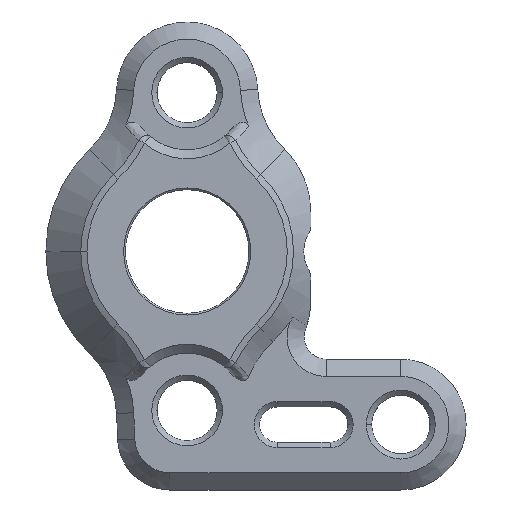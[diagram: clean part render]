
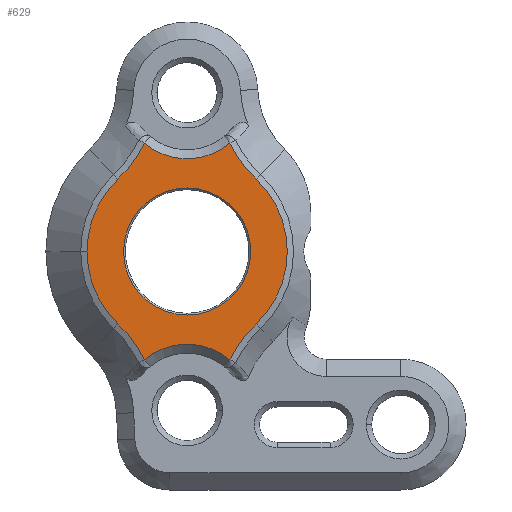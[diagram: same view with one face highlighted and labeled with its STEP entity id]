
A CAD part, top view. The second image highlights one B-rep face of the part: STEP entity #629.
In plain terms, the highlighted planar face has unit normal (0, 0, 1).
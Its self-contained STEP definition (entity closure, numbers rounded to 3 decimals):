
#49 = CARTESIAN_POINT ( 'NONE',  ( 0., -9., 3.9 ) ) ;
#58 = EDGE_CURVE ( 'NONE', #292, #2207, #1995, .T. ) ;
#61 = ORIENTED_EDGE ( 'NONE', *, *, #688, .T. ) ;
#103 = DIRECTION ( 'NONE',  ( 1., 0., 0. ) ) ;
#124 = DIRECTION ( 'NONE',  ( 1., 0., 0. ) ) ;
#130 = ORIENTED_EDGE ( 'NONE', *, *, #2824, .T. ) ;
#139 = DIRECTION ( 'NONE',  ( 0., 0., -1. ) ) ;
#177 = ORIENTED_EDGE ( 'NONE', *, *, #670, .T. ) ;
#179 = CIRCLE ( 'NONE', #3122, 3.75 ) ;
#252 = DIRECTION ( 'NONE',  ( 0., 0., -1. ) ) ;
#254 = CIRCLE ( 'NONE', #649, 3.6 ) ;
#292 = VERTEX_POINT ( 'NONE', #1189 ) ;
#297 = ORIENTED_EDGE ( 'NONE', *, *, #2540, .T. ) ;
#310 = ORIENTED_EDGE ( 'NONE', *, *, #2297, .T. ) ;
#351 = CIRCLE ( 'NONE', #1256, 5.672 ) ;
#393 = DIRECTION ( 'NONE',  ( 1., 0., 0. ) ) ;
#410 = CARTESIAN_POINT ( 'NONE',  ( 0., 0., 3.9 ) ) ;
#483 = CARTESIAN_POINT ( 'NONE',  ( -3.923, 4.096, 3.9 ) ) ;
#509 = CIRCLE ( 'NONE', #1521, 5.672 ) ;
#543 = EDGE_CURVE ( 'NONE', #2513, #1151, #351, .T. ) ;
#549 = CARTESIAN_POINT ( 'NONE',  ( 2.424, -6.138, 3.9 ) ) ;
#555 = AXIS2_PLACEMENT_3D ( 'NONE', #2287, #1280, #1563 ) ;
#576 = CARTESIAN_POINT ( 'NONE',  ( 0., 0., 3.9 ) ) ;
#601 = CIRCLE ( 'NONE', #555, 7.328 ) ;
#615 = CARTESIAN_POINT ( 'NONE',  ( 2.424, 6.138, 3.9 ) ) ;
#629 = ADVANCED_FACE ( 'NONE', ( #2898, #1817 ), #1562, .T. ) ;
#649 = AXIS2_PLACEMENT_3D ( 'NONE', #1037, #2761, #103 ) ;
#656 = CARTESIAN_POINT ( 'NONE',  ( 3.923, -4.096, 3.9 ) ) ;
#670 = EDGE_CURVE ( 'NONE', #2521, #675, #179, .T. ) ;
#675 = VERTEX_POINT ( 'NONE', #2788 ) ;
#688 = EDGE_CURVE ( 'NONE', #1151, #1998, #887, .T. ) ;
#824 = EDGE_LOOP ( 'NONE', ( #1942, #2248 ) ) ;
#843 = DIRECTION ( 'NONE',  ( 0., 0., 1. ) ) ;
#851 = DIRECTION ( 'NONE',  ( 1., 0., 0. ) ) ;
#869 = DIRECTION ( 'NONE',  ( 1., 0., 0. ) ) ;
#887 = CIRCLE ( 'NONE', #943, 7.328 ) ;
#943 = AXIS2_PLACEMENT_3D ( 'NONE', #1108, #2079, #124 ) ;
#1003 = AXIS2_PLACEMENT_3D ( 'NONE', #2437, #252, #1682 ) ;
#1037 = CARTESIAN_POINT ( 'NONE',  ( 0., 0., 3.9 ) ) ;
#1082 = DIRECTION ( 'NONE',  ( 0., 0., 1. ) ) ;
#1108 = CARTESIAN_POINT ( 'NONE',  ( -8.992, -9.389, 3.9 ) ) ;
#1151 = VERTEX_POINT ( 'NONE', #2966 ) ;
#1189 = CARTESIAN_POINT ( 'NONE',  ( 3.6, 0., 3.9 ) ) ;
#1256 = AXIS2_PLACEMENT_3D ( 'NONE', #2301, #1082, #393 ) ;
#1280 = DIRECTION ( 'NONE',  ( 0., 0., -1. ) ) ;
#1293 = EDGE_CURVE ( 'NONE', #675, #2641, #2984, .T. ) ;
#1346 = DIRECTION ( 'NONE',  ( 0., 0., 1. ) ) ;
#1359 = CIRCLE ( 'NONE', #2832, 3.75 ) ;
#1389 = EDGE_CURVE ( 'NONE', #2641, #2513, #2989, .T. ) ;
#1464 = VERTEX_POINT ( 'NONE', #656 ) ;
#1481 = DIRECTION ( 'NONE',  ( 0., 0., -1. ) ) ;
#1498 = EDGE_CURVE ( 'NONE', #2674, #2521, #1725, .T. ) ;
#1508 = ORIENTED_EDGE ( 'NONE', *, *, #1389, .T. ) ;
#1512 = AXIS2_PLACEMENT_3D ( 'NONE', #2043, #2779, #851 ) ;
#1521 = AXIS2_PLACEMENT_3D ( 'NONE', #3068, #1346, #869 ) ;
#1562 = PLANE ( 'NONE',  #2263 ) ;
#1563 = DIRECTION ( 'NONE',  ( 1., 0., 0. ) ) ;
#1682 = DIRECTION ( 'NONE',  ( 1., 0., 0. ) ) ;
#1725 = CIRCLE ( 'NONE', #1003, 7.328 ) ;
#1748 = AXIS2_PLACEMENT_3D ( 'NONE', #2732, #2495, #2749 ) ;
#1817 = FACE_OUTER_BOUND ( 'NONE', #2599, .T. ) ;
#1861 = AXIS2_PLACEMENT_3D ( 'NONE', #410, #3070, #2601 ) ;
#1894 = ORIENTED_EDGE ( 'NONE', *, *, #543, .T. ) ;
#1942 = ORIENTED_EDGE ( 'NONE', *, *, #58, .T. ) ;
#1995 = CIRCLE ( 'NONE', #1748, 3.6 ) ;
#1998 = VERTEX_POINT ( 'NONE', #2100 ) ;
#2030 = ORIENTED_EDGE ( 'NONE', *, *, #1498, .T. ) ;
#2038 = DIRECTION ( 'NONE',  ( 1., 0., 0. ) ) ;
#2043 = CARTESIAN_POINT ( 'NONE',  ( -8.992, 9.389, 3.9 ) ) ;
#2065 = CARTESIAN_POINT ( 'NONE',  ( -5.672, 0., 3.9 ) ) ;
#2075 = CARTESIAN_POINT ( 'NONE',  ( 3.923, 4.096, 3.9 ) ) ;
#2079 = DIRECTION ( 'NONE',  ( 0., 0., -1. ) ) ;
#2100 = CARTESIAN_POINT ( 'NONE',  ( -2.424, -6.138, 3.9 ) ) ;
#2207 = VERTEX_POINT ( 'NONE', #2420 ) ;
#2217 = ORIENTED_EDGE ( 'NONE', *, *, #1293, .T. ) ;
#2248 = ORIENTED_EDGE ( 'NONE', *, *, #2368, .T. ) ;
#2263 = AXIS2_PLACEMENT_3D ( 'NONE', #576, #843, #2038 ) ;
#2287 = CARTESIAN_POINT ( 'NONE',  ( 8.992, -9.389, 3.9 ) ) ;
#2297 = EDGE_CURVE ( 'NONE', #2323, #1464, #601, .T. ) ;
#2301 = CARTESIAN_POINT ( 'NONE',  ( 0., 0., 3.9 ) ) ;
#2323 = VERTEX_POINT ( 'NONE', #549 ) ;
#2368 = EDGE_CURVE ( 'NONE', #2207, #292, #254, .T. ) ;
#2420 = CARTESIAN_POINT ( 'NONE',  ( -3.6, 0., 3.9 ) ) ;
#2437 = CARTESIAN_POINT ( 'NONE',  ( 8.992, 9.389, 3.9 ) ) ;
#2445 = DIRECTION ( 'NONE',  ( 1., 0., 0. ) ) ;
#2495 = DIRECTION ( 'NONE',  ( 0., 0., -1. ) ) ;
#2513 = VERTEX_POINT ( 'NONE', #2065 ) ;
#2521 = VERTEX_POINT ( 'NONE', #615 ) ;
#2540 = EDGE_CURVE ( 'NONE', #1464, #2674, #509, .T. ) ;
#2599 = EDGE_LOOP ( 'NONE', ( #61, #130, #310, #297, #2030, #177, #2217, #1508, #1894 ) ) ;
#2601 = DIRECTION ( 'NONE',  ( 1., 0., 0. ) ) ;
#2641 = VERTEX_POINT ( 'NONE', #483 ) ;
#2674 = VERTEX_POINT ( 'NONE', #2075 ) ;
#2732 = CARTESIAN_POINT ( 'NONE',  ( 0., 0., 3.9 ) ) ;
#2749 = DIRECTION ( 'NONE',  ( 1., 0., 0. ) ) ;
#2761 = DIRECTION ( 'NONE',  ( 0., 0., -1. ) ) ;
#2770 = DIRECTION ( 'NONE',  ( 1., 0., 0. ) ) ;
#2779 = DIRECTION ( 'NONE',  ( 0., 0., -1. ) ) ;
#2788 = CARTESIAN_POINT ( 'NONE',  ( -2.424, 6.138, 3.9 ) ) ;
#2824 = EDGE_CURVE ( 'NONE', #1998, #2323, #1359, .T. ) ;
#2832 = AXIS2_PLACEMENT_3D ( 'NONE', #49, #1481, #2445 ) ;
#2898 = FACE_BOUND ( 'NONE', #824, .T. ) ;
#2966 = CARTESIAN_POINT ( 'NONE',  ( -3.923, -4.096, 3.9 ) ) ;
#2984 = CIRCLE ( 'NONE', #1512, 7.328 ) ;
#2989 = CIRCLE ( 'NONE', #1861, 5.672 ) ;
#3023 = CARTESIAN_POINT ( 'NONE',  ( 0., 9., 3.9 ) ) ;
#3068 = CARTESIAN_POINT ( 'NONE',  ( 0., 0., 3.9 ) ) ;
#3070 = DIRECTION ( 'NONE',  ( 0., 0., 1. ) ) ;
#3122 = AXIS2_PLACEMENT_3D ( 'NONE', #3023, #139, #2770 ) ;
